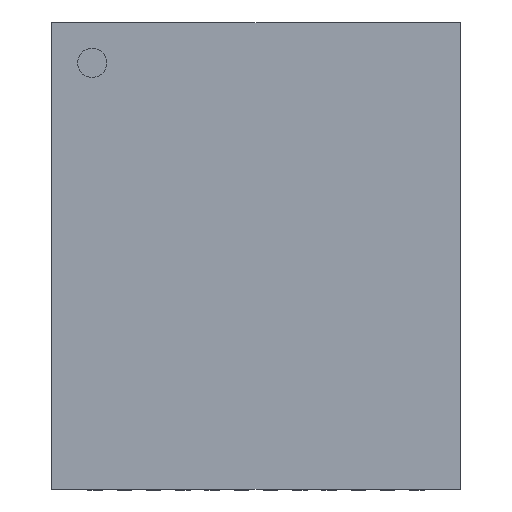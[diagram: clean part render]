
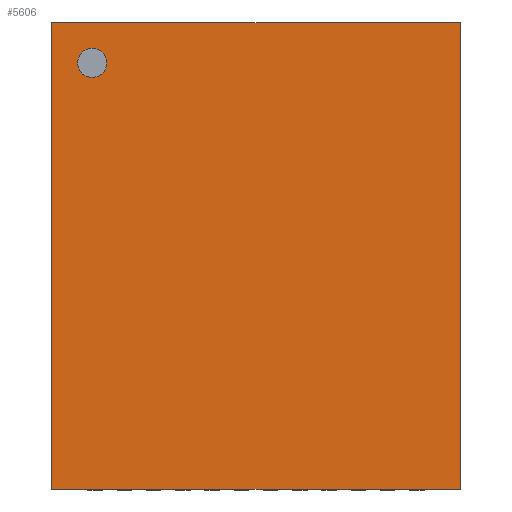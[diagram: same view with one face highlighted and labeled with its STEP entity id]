
A CAD part, top view. The second image highlights one B-rep face of the part: STEP entity #5606.
In plain terms, the highlighted planar face has unit normal (0, 0, 1).
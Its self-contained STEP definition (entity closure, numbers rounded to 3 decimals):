
#13=DIRECTION('',(0.,0.,1.));
#96=DIRECTION('',(0.,0.,-1.));
#153=VECTOR('',#154,1.);
#154=DIRECTION('',(1.,0.,0.));
#160=VECTOR('',#161,1.);
#161=DIRECTION('',(0.,-1.,0.));
#1404=VERTEX_POINT('',#1405);
#1405=CARTESIAN_POINT('',(-3.49,3.99,0.77));
#1407=ORIENTED_EDGE('',*,*,#1408,.T.);
#1408=EDGE_CURVE('',#1404,#1409,#1411,.T.);
#1409=VERTEX_POINT('',#1410);
#1410=CARTESIAN_POINT('',(-3.49,-3.99,0.77));
#1411=LINE('',#1405,#160);
#1657=ORIENTED_EDGE('',*,*,#1658,.F.);
#1658=EDGE_CURVE('',#1404,#1659,#1661,.T.);
#1659=VERTEX_POINT('',#1660);
#1660=CARTESIAN_POINT('',(3.49,3.99,0.77));
#1661=LINE('',#1405,#153);
#3352=EDGE_CURVE('',#1659,#3353,#3355,.T.);
#3353=VERTEX_POINT('',#3354);
#3354=CARTESIAN_POINT('',(3.49,-3.99,0.77));
#3355=LINE('',#1660,#160);
#3843=EDGE_CURVE('',#1409,#3353,#3844,.T.);
#3844=LINE('',#1410,#153);
#5606=ADVANCED_FACE('',(#5607,#5611),#5620,.T.);
#5607=FACE_BOUND('',#5608,.T.);
#5608=EDGE_LOOP('',(#1657,#1407,#5609,#5610));
#5609=ORIENTED_EDGE('',*,*,#3843,.T.);
#5610=ORIENTED_EDGE('',*,*,#3352,.F.);
#5611=FACE_BOUND('',#5612,.T.);
#5612=EDGE_LOOP('',(#5613));
#5613=ORIENTED_EDGE('',*,*,#5614,.T.);
#5614=EDGE_CURVE('',#5615,#5615,#5617,.T.);
#5615=VERTEX_POINT('',#5616);
#5616=CARTESIAN_POINT('',(-2.8,3.05,0.77));
#5617=CIRCLE('',#5618,0.25);
#5618=AXIS2_PLACEMENT_3D('',#5619,#96,#161);
#5619=CARTESIAN_POINT('',(-2.8,3.3,0.77));
#5620=PLANE('',#5621);
#5621=AXIS2_PLACEMENT_3D('',#1405,#13,#161);
